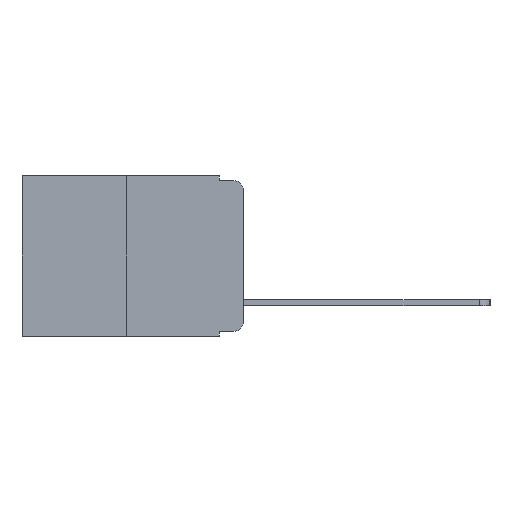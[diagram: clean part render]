
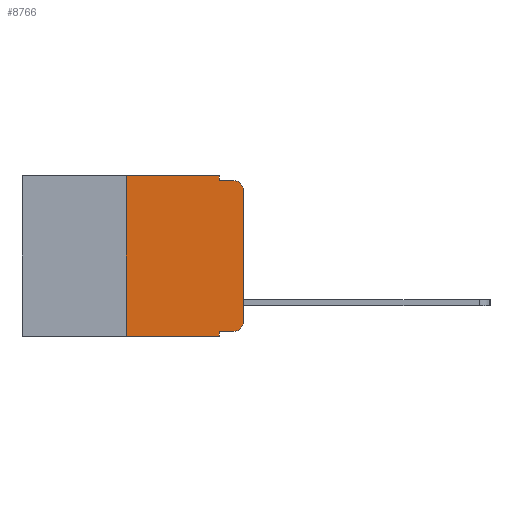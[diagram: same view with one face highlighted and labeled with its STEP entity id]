
A CAD part, left-side view. The second image highlights one B-rep face of the part: STEP entity #8766.
In plain terms, the highlighted planar face has unit normal (-1, 0, 0).
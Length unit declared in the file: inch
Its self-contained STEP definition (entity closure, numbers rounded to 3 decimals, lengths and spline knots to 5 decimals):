
#135 = EDGE_LOOP ( 'NONE', ( #6748, #7038, #9988, #593, #8482, #1532, #6908, #5238, #10939, #8910 ) ) ;
#248 = EDGE_CURVE ( 'NONE', #10260, #1346, #9914, .T. ) ;
#274 = LINE ( 'NONE', #1244, #2578 ) ;
#593 = ORIENTED_EDGE ( 'NONE', *, *, #7103, .F. ) ;
#1015 = EDGE_CURVE ( 'NONE', #1346, #1270, #9770, .T. ) ;
#1244 = CARTESIAN_POINT ( 'NONE',  ( 0., 0.473, 0. ) ) ;
#1270 = VERTEX_POINT ( 'NONE', #3178 ) ;
#1346 = VERTEX_POINT ( 'NONE', #3134 ) ;
#1372 = PLANE ( 'NONE',  #7487 ) ;
#1406 = VECTOR ( 'NONE', #9243, 39.37008 ) ;
#1447 = EDGE_CURVE ( 'NONE', #4484, #5277, #7839, .T. ) ;
#1532 = ORIENTED_EDGE ( 'NONE', *, *, #5729, .F. ) ;
#1681 = LINE ( 'NONE', #11148, #6745 ) ;
#2002 = LINE ( 'NONE', #8871, #4812 ) ;
#2193 = CARTESIAN_POINT ( 'NONE',  ( 0., 0.051, -0.01 ) ) ;
#2548 = EDGE_CURVE ( 'NONE', #3717, #1270, #6011, .T. ) ;
#2578 = VECTOR ( 'NONE', #8805, 39.37008 ) ;
#2602 = DIRECTION ( 'NONE',  ( 0., -1., 0. ) ) ;
#2875 = CARTESIAN_POINT ( 'NONE',  ( 0., 0., -0.313 ) ) ;
#3056 = CARTESIAN_POINT ( 'NONE',  ( 0., 0.051, -0.343 ) ) ;
#3134 = CARTESIAN_POINT ( 'NONE',  ( 0., 0., -0.03 ) ) ;
#3178 = CARTESIAN_POINT ( 'NONE',  ( 0., 0.02, -0.01 ) ) ;
#3283 = DIRECTION ( 'NONE',  ( 1., 0., 0. ) ) ;
#3717 = VERTEX_POINT ( 'NONE', #6580 ) ;
#3877 = CARTESIAN_POINT ( 'NONE',  ( 0., 0.25, -0.343 ) ) ;
#3986 = CARTESIAN_POINT ( 'NONE',  ( 0., 0.02, -0.313 ) ) ;
#4158 = DIRECTION ( 'NONE',  ( 0., -1., 0. ) ) ;
#4328 = VERTEX_POINT ( 'NONE', #5230 ) ;
#4484 = VERTEX_POINT ( 'NONE', #6858 ) ;
#4745 = FACE_OUTER_BOUND ( 'NONE', #135, .T. ) ;
#4795 = DIRECTION ( 'NONE',  ( 0., 0., -1. ) ) ;
#4799 = DIRECTION ( 'NONE',  ( 0., 0., 1. ) ) ;
#4812 = VECTOR ( 'NONE', #4158, 39.37008 ) ;
#4971 = DIRECTION ( 'NONE',  ( 0., 0., -1. ) ) ;
#5070 = VERTEX_POINT ( 'NONE', #7324 ) ;
#5230 = CARTESIAN_POINT ( 'NONE',  ( 0., 0.25, 0. ) ) ;
#5238 = ORIENTED_EDGE ( 'NONE', *, *, #1447, .F. ) ;
#5277 = VERTEX_POINT ( 'NONE', #3056 ) ;
#5290 = VECTOR ( 'NONE', #8247, 39.37008 ) ;
#5578 = VECTOR ( 'NONE', #7096, 39.37008 ) ;
#5729 = EDGE_CURVE ( 'NONE', #5957, #4328, #8931, .T. ) ;
#5817 = CARTESIAN_POINT ( 'NONE',  ( 0., 0.02, -0.03 ) ) ;
#5957 = VERTEX_POINT ( 'NONE', #3877 ) ;
#5981 = CARTESIAN_POINT ( 'NONE',  ( 0., 0.051, 0. ) ) ;
#6011 = LINE ( 'NONE', #2193, #7943 ) ;
#6087 = EDGE_CURVE ( 'NONE', #4328, #9297, #274, .T. ) ;
#6124 = CARTESIAN_POINT ( 'NONE',  ( 0., 0.473, -0.343 ) ) ;
#6141 = EDGE_CURVE ( 'NONE', #4484, #5070, #2002, .T. ) ;
#6580 = CARTESIAN_POINT ( 'NONE',  ( 0., 0.051, -0.01 ) ) ;
#6731 = DIRECTION ( 'NONE',  ( 0., 0., -1. ) ) ;
#6745 = VECTOR ( 'NONE', #4795, 39.37008 ) ;
#6748 = ORIENTED_EDGE ( 'NONE', *, *, #248, .T. ) ;
#6858 = CARTESIAN_POINT ( 'NONE',  ( 0., 0.051, -0.333 ) ) ;
#6880 = CARTESIAN_POINT ( 'NONE',  ( 0., 0.051, 0. ) ) ;
#6908 = ORIENTED_EDGE ( 'NONE', *, *, #10510, .T. ) ;
#7038 = ORIENTED_EDGE ( 'NONE', *, *, #1015, .T. ) ;
#7096 = DIRECTION ( 'NONE',  ( 0., -1., 0. ) ) ;
#7103 = EDGE_CURVE ( 'NONE', #9297, #3717, #1681, .T. ) ;
#7209 = AXIS2_PLACEMENT_3D ( 'NONE', #3986, #10464, #4971 ) ;
#7324 = CARTESIAN_POINT ( 'NONE',  ( 0., 0.02, -0.333 ) ) ;
#7487 = AXIS2_PLACEMENT_3D ( 'NONE', #8924, #3283, #9809 ) ;
#7542 = VECTOR ( 'NONE', #4799, 39.37008 ) ;
#7699 = DIRECTION ( 'NONE',  ( -1., 0., 0. ) ) ;
#7839 = LINE ( 'NONE', #6880, #5290 ) ;
#7930 = CIRCLE ( 'NONE', #7209, 0.02 ) ;
#7943 = VECTOR ( 'NONE', #2602, 39.37008 ) ;
#8247 = DIRECTION ( 'NONE',  ( 0., 0., -1. ) ) ;
#8482 = ORIENTED_EDGE ( 'NONE', *, *, #6087, .F. ) ;
#8766 = ADVANCED_FACE ( 'NONE', ( #4745 ), #1372, .F. ) ;
#8805 = DIRECTION ( 'NONE',  ( 0., -1., 0. ) ) ;
#8871 = CARTESIAN_POINT ( 'NONE',  ( 0., 0.051, -0.333 ) ) ;
#8910 = ORIENTED_EDGE ( 'NONE', *, *, #11551, .T. ) ;
#8924 = CARTESIAN_POINT ( 'NONE',  ( 0., 0.473, 0. ) ) ;
#8931 = LINE ( 'NONE', #9194, #1406 ) ;
#9194 = CARTESIAN_POINT ( 'NONE',  ( 0., 0.25, 0. ) ) ;
#9243 = DIRECTION ( 'NONE',  ( 0., 0., 1. ) ) ;
#9297 = VERTEX_POINT ( 'NONE', #5981 ) ;
#9770 = CIRCLE ( 'NONE', #11257, 0.02 ) ;
#9809 = DIRECTION ( 'NONE',  ( 0., 0., -1. ) ) ;
#9914 = LINE ( 'NONE', #11927, #7542 ) ;
#9988 = ORIENTED_EDGE ( 'NONE', *, *, #2548, .F. ) ;
#10260 = VERTEX_POINT ( 'NONE', #2875 ) ;
#10439 = LINE ( 'NONE', #6124, #5578 ) ;
#10464 = DIRECTION ( 'NONE',  ( -1., 0., 0. ) ) ;
#10510 = EDGE_CURVE ( 'NONE', #5957, #5277, #10439, .T. ) ;
#10939 = ORIENTED_EDGE ( 'NONE', *, *, #6141, .T. ) ;
#11148 = CARTESIAN_POINT ( 'NONE',  ( 0., 0.051, 0. ) ) ;
#11257 = AXIS2_PLACEMENT_3D ( 'NONE', #5817, #7699, #6731 ) ;
#11551 = EDGE_CURVE ( 'NONE', #5070, #10260, #7930, .T. ) ;
#11927 = CARTESIAN_POINT ( 'NONE',  ( 0., 0., 0. ) ) ;
